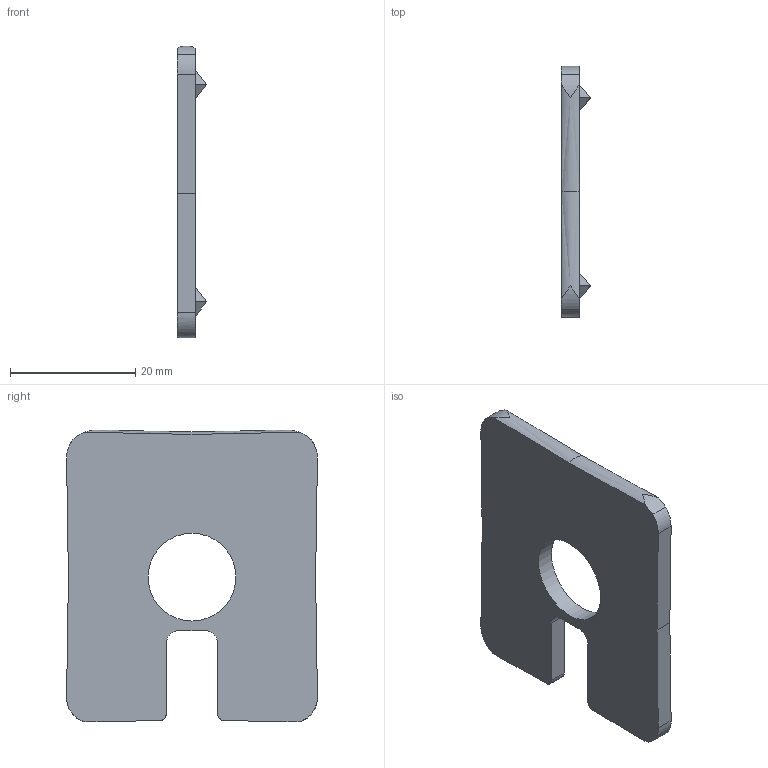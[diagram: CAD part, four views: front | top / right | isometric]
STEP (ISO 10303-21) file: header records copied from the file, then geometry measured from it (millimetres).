
FILE_DESCRIPTION(/* description */ ('Kunststoffecke 40 120°'),/* implementation_level */ '2;1');
FILE_NAME(/* name */ 'SV1670V_A.stp',/* time_stamp */ '2015-11-30T12:18:00+01:00',/* author */ ('Marina Kaa'),/* organization */ (''),/* preprocessor_version */ 'ST-DEVELOPER v15.6',/* originating_system */ 'Autodesk Inventor 2015',/* authorisation */ '');
FILE_SCHEMA (('AUTOMOTIVE_DESIGN { 1 0 10303 214 3 1 1 }'));
Length unit declared in the file: millimetre
Products named in the file (1): SV1670V_A
Bounding box: 4.7 x 40 x 46.55 mm (x, y, z)
Volume: 4524.8 mm3; surface area: 3797.3 mm2
Topology: 1 solids, 1 shells, 40 faces, 100 edges, 66 vertices
Faces by surface type: plane 27, bspline 8, cylinder 5
Full cylindrical faces by diameter (mm): 14 x1
Entity records: 1242 total; most frequent: CARTESIAN_POINT 274, ORIENTED_EDGE 198, DIRECTION 184, EDGE_CURVE 99, LINE 72, VECTOR 72, VERTEX_POINT 66, AXIS2_PLACEMENT_3D 56
